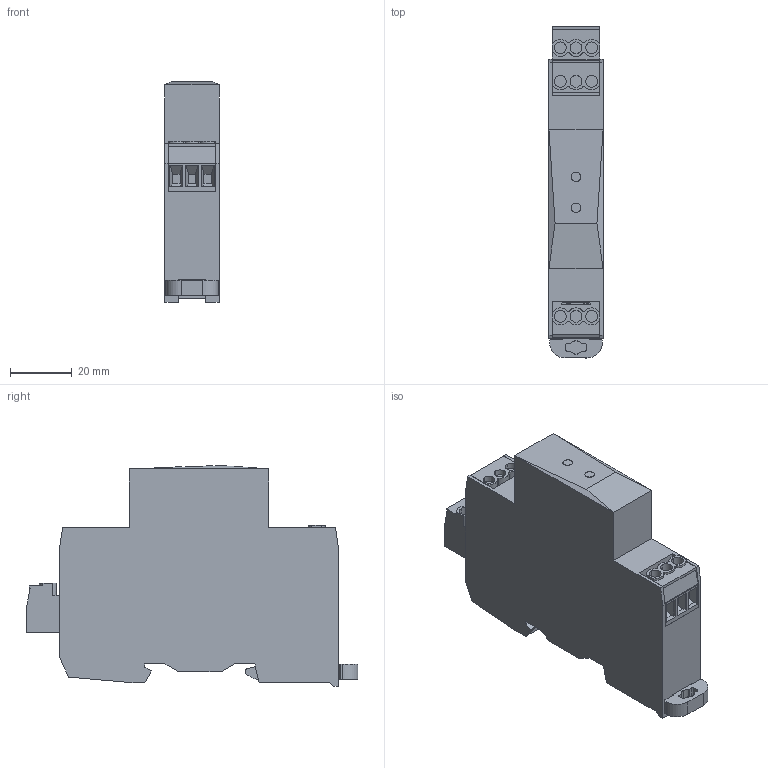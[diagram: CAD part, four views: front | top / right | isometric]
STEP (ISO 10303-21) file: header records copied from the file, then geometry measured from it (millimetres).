
FILE_DESCRIPTION(('CATIA V5R24 STEP','CAx-IF Rec.Pracs.--- Model Styling and Organization---1.2---2011-12-15'),'2;1');
FILE_NAME ('10092854_3', '2017-08-24T12:21:08+00:00', ('Weidmueller Interface'), ('Weidmueller'), 'CATIA Version 5-6 Release 2014 SP4', 'CATIA V5 STEP AP214', 'none');
FILE_SCHEMA(('AUTOMOTIVE_DESIGN { 1 0 10303 214 1 1 1 1 }'));
Length unit declared in the file: millimetre
Products named in the file (1): 1351550000
Bounding box: 17.5 x 107.13 x 71.2 mm (x, y, z)
Volume: 89624 mm3; surface area: 30098.7 mm2
Topology: 19 solids, 19 shells, 760 faces, 2227 edges, 1537 vertices
Faces by surface type: plane 598, cylinder 140, extrusion 22
Entity records: 25229 total; most frequent: CARTESIAN_POINT 5439, ORIENTED_EDGE 4454, DIRECTION 3043, EDGE_CURVE 2227, VECTOR 1723, LINE 1701, VERTEX_POINT 1537, AXIS2_PLACEMENT_3D 819
